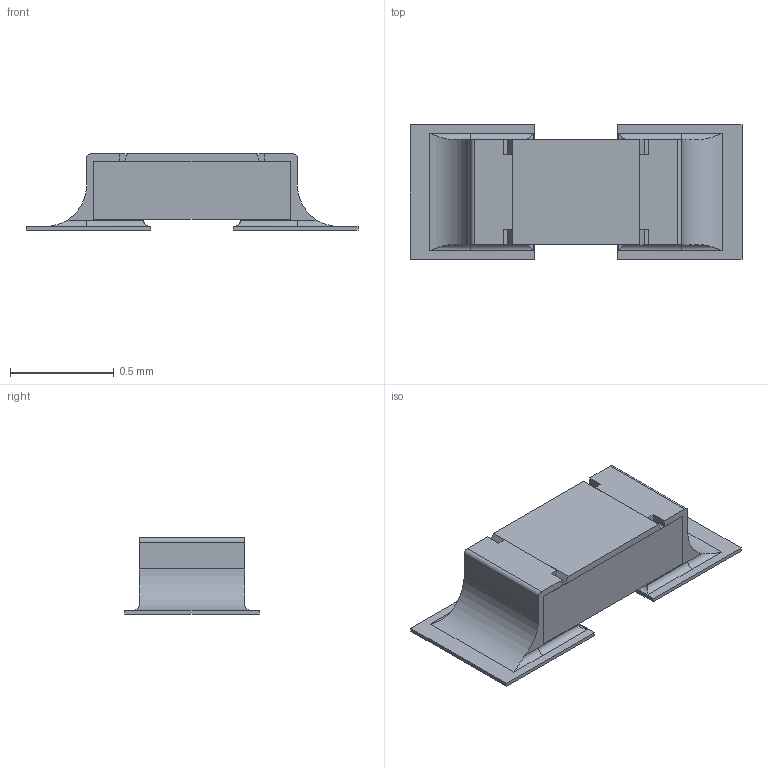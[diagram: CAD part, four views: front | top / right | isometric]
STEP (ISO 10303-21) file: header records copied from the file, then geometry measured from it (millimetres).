
FILE_DESCRIPTION(('FreeCAD Model'),'2;1');
FILE_NAME('Resistor_0402_Solder.step', '2020-11-23T13:57:26',('Author'),(''), 'Open CASCADE STEP processor 7.3','FreeCAD','Unknown');
FILE_SCHEMA(('AUTOMOTIVE_DESIGN { 1 0 10303 214 1 1 1 1 }'));
Length unit declared in the file: millimetre
Products named in the file (5): Resistor_0402_Solder; Pin1; Pin2; CeramicBody; Coating
Assembly tree (4 placements, depth 2):
  Resistor_0402_Solder
    Pin1
    Pin2
    CeramicBody
    Coating
Bounding box: 1.6 x 0.65 x 0.37 mm (x, y, z)
Volume: 0.2 mm3; surface area: 5.2 mm2
Topology: 4 solids, 4 shells, 64 faces, 162 edges, 108 vertices
Faces by surface type: plane 50, cylinder 14
Entity records: 4271 total; most frequent: CARTESIAN_POINT 859, DIRECTION 616, LINE 442, VECTOR 442, ORIENTED_EDGE 324, PCURVE 324, DEFINITIONAL_REPRESENTATION 324, EDGE_CURVE 162
